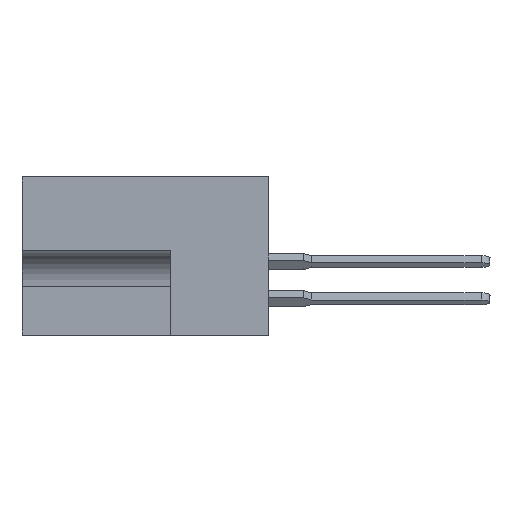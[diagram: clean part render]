
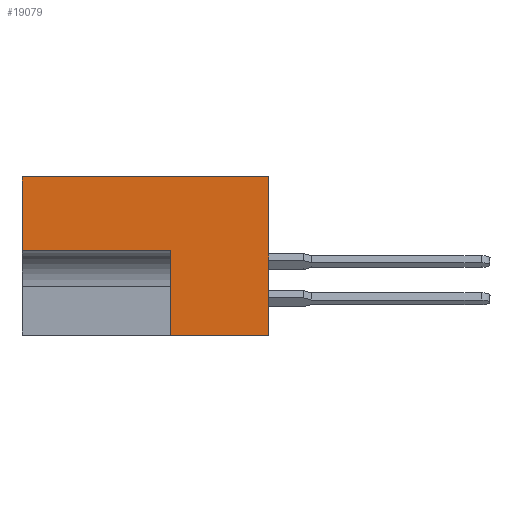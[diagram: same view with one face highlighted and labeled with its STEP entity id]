
A CAD part, left-side view. The second image highlights one B-rep face of the part: STEP entity #19079.
In plain terms, the highlighted planar face has unit normal (-1, 0, 0).
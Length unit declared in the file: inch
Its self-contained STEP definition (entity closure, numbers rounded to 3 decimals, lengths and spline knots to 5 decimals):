
#843 = ORIENTED_EDGE ( 'NONE', *, *, #13422, .F. ) ;
#2509 = VECTOR ( 'NONE', #3158, 39.37008 ) ;
#2944 = ORIENTED_EDGE ( 'NONE', *, *, #14123, .F. ) ;
#3158 = DIRECTION ( 'NONE',  ( 0., 1., 0. ) ) ;
#3231 = EDGE_CURVE ( 'NONE', #12330, #19950, #5913, .T. ) ;
#3286 = LINE ( 'NONE', #13823, #6130 ) ;
#3511 = VERTEX_POINT ( 'NONE', #21151 ) ;
#3849 = CARTESIAN_POINT ( 'NONE',  ( 0., 0.328, -0.248 ) ) ;
#3961 = CARTESIAN_POINT ( 'NONE',  ( 0., 0.453, -0.531 ) ) ;
#4758 = AXIS2_PLACEMENT_3D ( 'NONE', #13108, #20385, #9567 ) ;
#5913 = LINE ( 'NONE', #19365, #2509 ) ;
#5950 = CARTESIAN_POINT ( 'NONE',  ( 0., 0.828, -0.248 ) ) ;
#6130 = VECTOR ( 'NONE', #15612, 39.37008 ) ;
#6341 = LINE ( 'NONE', #14891, #15116 ) ;
#7013 = FACE_OUTER_BOUND ( 'NONE', #7157, .T. ) ;
#7157 = EDGE_LOOP ( 'NONE', ( #2944, #15410, #843, #20887, #7761, #7218 ) ) ;
#7218 = ORIENTED_EDGE ( 'NONE', *, *, #11965, .F. ) ;
#7761 = ORIENTED_EDGE ( 'NONE', *, *, #22856, .T. ) ;
#7881 = DIRECTION ( 'NONE',  ( 0., 0., 1. ) ) ;
#8570 = VERTEX_POINT ( 'NONE', #11556 ) ;
#9567 = DIRECTION ( 'NONE',  ( 0., 0., -1. ) ) ;
#10338 = VECTOR ( 'NONE', #15653, 39.37008 ) ;
#10516 = VERTEX_POINT ( 'NONE', #10910 ) ;
#10682 = VERTEX_POINT ( 'NONE', #12288 ) ;
#10910 = CARTESIAN_POINT ( 'NONE',  ( 0., 0., -0.531 ) ) ;
#11556 = CARTESIAN_POINT ( 'NONE',  ( 0., 0.328, -0.531 ) ) ;
#11965 = EDGE_CURVE ( 'NONE', #10682, #3511, #3286, .T. ) ;
#12288 = CARTESIAN_POINT ( 'NONE',  ( 0., 0.828, 0. ) ) ;
#12330 = VERTEX_POINT ( 'NONE', #3849 ) ;
#13108 = CARTESIAN_POINT ( 'NONE',  ( 0., 0.453, 0. ) ) ;
#13147 = LINE ( 'NONE', #3961, #17099 ) ;
#13242 = CARTESIAN_POINT ( 'NONE',  ( 0., 0., 0. ) ) ;
#13422 = EDGE_CURVE ( 'NONE', #8570, #12330, #22210, .T. ) ;
#13666 = EDGE_CURVE ( 'NONE', #8570, #10516, #13147, .T. ) ;
#13823 = CARTESIAN_POINT ( 'NONE',  ( 0., 0.453, 0. ) ) ;
#14123 = EDGE_CURVE ( 'NONE', #19950, #10682, #6341, .T. ) ;
#14668 = DIRECTION ( 'NONE',  ( 0., 0., 1. ) ) ;
#14891 = CARTESIAN_POINT ( 'NONE',  ( 0., 0.828, 0. ) ) ;
#14984 = VECTOR ( 'NONE', #7881, 39.37008 ) ;
#15116 = VECTOR ( 'NONE', #14668, 39.37008 ) ;
#15410 = ORIENTED_EDGE ( 'NONE', *, *, #3231, .F. ) ;
#15612 = DIRECTION ( 'NONE',  ( 0., -1., 0. ) ) ;
#15653 = DIRECTION ( 'NONE',  ( 0., 0., 1. ) ) ;
#17099 = VECTOR ( 'NONE', #20640, 39.37008 ) ;
#18460 = PLANE ( 'NONE',  #4758 ) ;
#19079 = ADVANCED_FACE ( 'NONE', ( #7013 ), #18460, .F. ) ;
#19365 = CARTESIAN_POINT ( 'NONE',  ( 0., 0.328, -0.248 ) ) ;
#19950 = VERTEX_POINT ( 'NONE', #5950 ) ;
#20385 = DIRECTION ( 'NONE',  ( 1., 0., 0. ) ) ;
#20640 = DIRECTION ( 'NONE',  ( 0., -1., 0. ) ) ;
#20887 = ORIENTED_EDGE ( 'NONE', *, *, #13666, .T. ) ;
#21151 = CARTESIAN_POINT ( 'NONE',  ( 0., 0., 0. ) ) ;
#22210 = LINE ( 'NONE', #23085, #10338 ) ;
#22614 = LINE ( 'NONE', #13242, #14984 ) ;
#22856 = EDGE_CURVE ( 'NONE', #10516, #3511, #22614, .T. ) ;
#23085 = CARTESIAN_POINT ( 'NONE',  ( 0., 0.328, -0.531 ) ) ;
